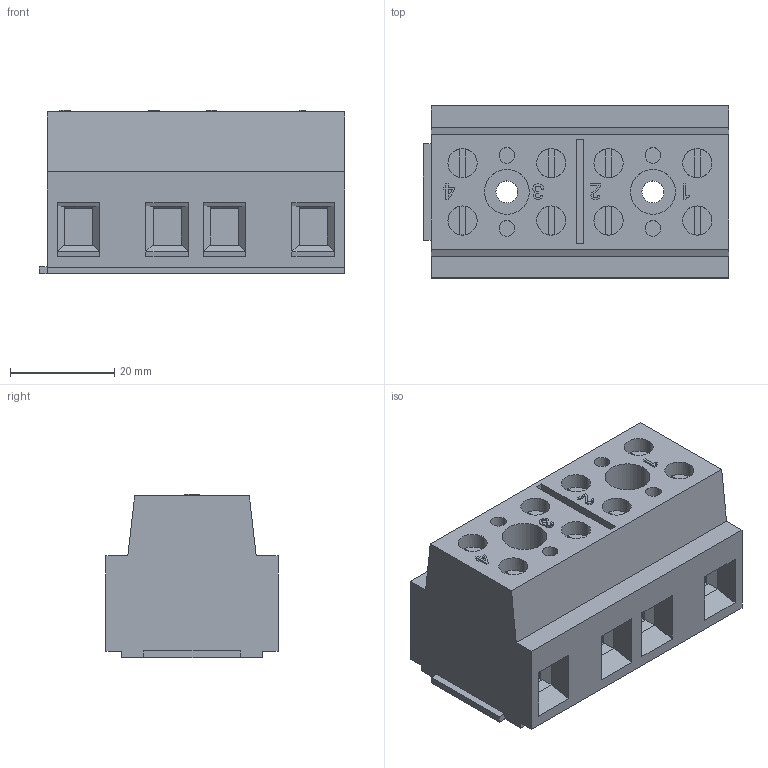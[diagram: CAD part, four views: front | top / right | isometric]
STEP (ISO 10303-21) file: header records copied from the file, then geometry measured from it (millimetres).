
FILE_DESCRIPTION(('Creo Elements/Direct Modeling STEP Export'),'2;1');
FILE_NAME('model.stp','2019-08-27T14:10:43',(''),(''),'Creo Elements/Direct Modeling STEP processor for AP214 (Solid Model)','Creo Elements/Direct Modeling 20.1A 29-Sep-2018 (C) Parametric Technology GmbH','');
FILE_SCHEMA(('AUTOMOTIVE_DESIGN { 1 0 10303 214 1 1 1 1 }'));
Length unit declared in the file: millimetre
Products named in the file (2): G_10_4-select
Assembly tree (1 placements, depth 2):
  G_10_4-select
    G_10_4-select
Bounding box: 58.5 x 33 x 31.3 mm (x, y, z)
Volume: 41749.3 mm3; surface area: 14760 mm2
Topology: 1 solids, 1 shells, 377 faces, 1005 edges, 658 vertices
Faces by surface type: plane 345, cylinder 32
Entity records: 14127 total; most frequent: ORIENTED_EDGE 2010, CARTESIAN_POINT 1947, DIRECTION 1675, EDGE_CURVE 1005, VECTOR 903, LINE 903, VERTEX_POINT 658, EDGE_LOOP 409
